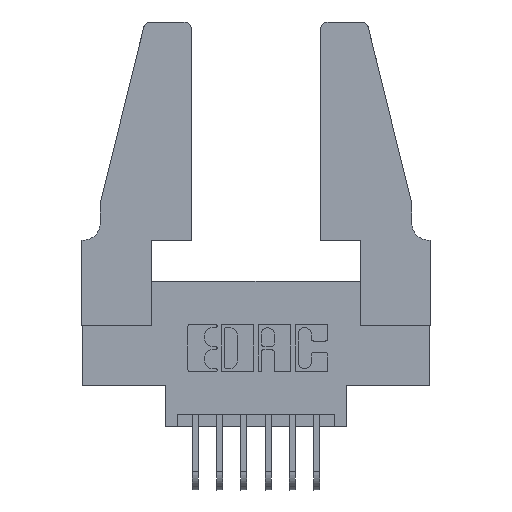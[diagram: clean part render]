
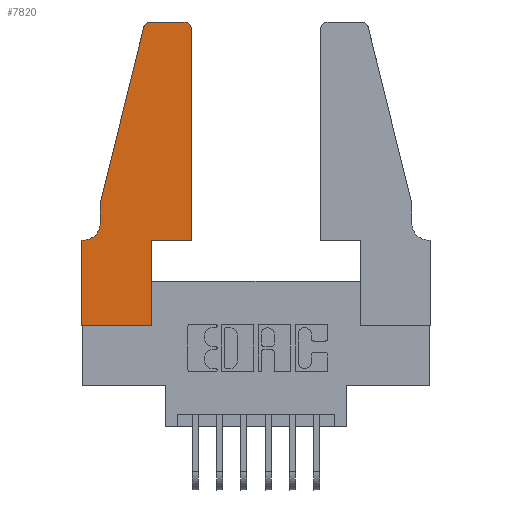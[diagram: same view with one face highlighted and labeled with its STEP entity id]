
A CAD part, top view. The second image highlights one B-rep face of the part: STEP entity #7820.
In plain terms, the highlighted planar face has unit normal (0, 0, 1).
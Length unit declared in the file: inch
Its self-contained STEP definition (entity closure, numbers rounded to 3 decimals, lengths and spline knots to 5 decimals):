
#304 = CARTESIAN_POINT ( 'NONE',  ( 0.25487, 1.22718, 0.37 ) ) ;
#769 = CARTESIAN_POINT ( 'NONE',  ( 0.0055, 0.42, 0.37 ) ) ;
#781 = LINE ( 'NONE', #4906, #10150 ) ;
#827 = DIRECTION ( 'NONE',  ( -1., 0., 0. ) ) ;
#898 = LINE ( 'NONE', #2900, #5448 ) ;
#1334 = EDGE_CURVE ( 'NONE', #11078, #1850, #10666, .T. ) ;
#1496 = VERTEX_POINT ( 'NONE', #6163 ) ;
#1545 = CIRCLE ( 'NONE', #7144, 0.03 ) ;
#1660 = CARTESIAN_POINT ( 'NONE',  ( 0.4205, 1.22, 0.37 ) ) ;
#1726 = CARTESIAN_POINT ( 'NONE',  ( 0.2605, 1.25, 0.37 ) ) ;
#1817 = VECTOR ( 'NONE', #2312, 39.37008 ) ;
#1850 = VERTEX_POINT ( 'NONE', #8820 ) ;
#1909 = ORIENTED_EDGE ( 'NONE', *, *, #6349, .T. ) ;
#1983 = LINE ( 'NONE', #11206, #8968 ) ;
#2038 = DIRECTION ( 'NONE',  ( 0., 0., 1. ) ) ;
#2121 = VECTOR ( 'NONE', #6977, 39.37008 ) ;
#2257 = AXIS2_PLACEMENT_3D ( 'NONE', #6553, #2038, #8392 ) ;
#2300 = LINE ( 'NONE', #1726, #11070 ) ;
#2312 = DIRECTION ( 'NONE',  ( -1., 0., 0. ) ) ;
#2332 = ORIENTED_EDGE ( 'NONE', *, *, #9581, .T. ) ;
#2597 = DIRECTION ( 'NONE',  ( 1., 0., 0. ) ) ;
#2887 = CARTESIAN_POINT ( 'NONE',  ( 0.0755, 0.5, 0.37 ) ) ;
#2900 = CARTESIAN_POINT ( 'NONE',  ( 0.0755, 0.5, 0.37 ) ) ;
#3089 = VERTEX_POINT ( 'NONE', #2887 ) ;
#3256 = EDGE_CURVE ( 'NONE', #5514, #8793, #781, .T. ) ;
#3431 = VECTOR ( 'NONE', #11184, 39.37008 ) ;
#3433 = EDGE_LOOP ( 'NONE', ( #7198, #6061, #8001, #8817, #11588, #2332, #10099, #5185, #11094, #6113, #7725, #1909 ) ) ;
#3752 = DIRECTION ( 'NONE',  ( 0., 0., 1. ) ) ;
#3832 = DIRECTION ( 'NONE',  ( 0., -1., 0. ) ) ;
#3939 = VECTOR ( 'NONE', #4444, 39.37008 ) ;
#4305 = VERTEX_POINT ( 'NONE', #8228 ) ;
#4383 = EDGE_CURVE ( 'NONE', #3089, #11078, #898, .T. ) ;
#4444 = DIRECTION ( 'NONE',  ( 0., -1., 0. ) ) ;
#4494 = AXIS2_PLACEMENT_3D ( 'NONE', #9192, #3752, #10094 ) ;
#4694 = AXIS2_PLACEMENT_3D ( 'NONE', #769, #5436, #5914 ) ;
#4812 = FACE_OUTER_BOUND ( 'NONE', #3433, .T. ) ;
#4906 = CARTESIAN_POINT ( 'NONE',  ( 0.4505, 0.35, 0.37 ) ) ;
#5117 = LINE ( 'NONE', #6810, #1817 ) ;
#5185 = ORIENTED_EDGE ( 'NONE', *, *, #5492, .T. ) ;
#5234 = EDGE_CURVE ( 'NONE', #4305, #7136, #2300, .T. ) ;
#5346 = CARTESIAN_POINT ( 'NONE',  ( 0.2865, 0., 0.37 ) ) ;
#5436 = DIRECTION ( 'NONE',  ( 0., 0., -1. ) ) ;
#5448 = VECTOR ( 'NONE', #3832, 39.37008 ) ;
#5492 = EDGE_CURVE ( 'NONE', #10216, #6370, #8246, .T. ) ;
#5514 = VERTEX_POINT ( 'NONE', #6674 ) ;
#5782 = CARTESIAN_POINT ( 'NONE',  ( 0., 0., 0.37 ) ) ;
#5844 = DIRECTION ( 'NONE',  ( 0., 1., 0. ) ) ;
#5914 = DIRECTION ( 'NONE',  ( -1., 0., 0. ) ) ;
#6019 = CARTESIAN_POINT ( 'NONE',  ( 0.2865, 0.35, 0.37 ) ) ;
#6061 = ORIENTED_EDGE ( 'NONE', *, *, #10528, .T. ) ;
#6078 = EDGE_CURVE ( 'NONE', #7912, #3089, #1983, .T. ) ;
#6113 = ORIENTED_EDGE ( 'NONE', *, *, #6269, .T. ) ;
#6163 = CARTESIAN_POINT ( 'NONE',  ( 0., 0.35, 0.37 ) ) ;
#6269 = EDGE_CURVE ( 'NONE', #10317, #5514, #11719, .T. ) ;
#6349 = EDGE_CURVE ( 'NONE', #8793, #4305, #1545, .T. ) ;
#6353 = DIRECTION ( 'NONE',  ( 0., 1., 0. ) ) ;
#6370 = VERTEX_POINT ( 'NONE', #5346 ) ;
#6553 = CARTESIAN_POINT ( 'NONE',  ( 0., 0.35, 0.37 ) ) ;
#6674 = CARTESIAN_POINT ( 'NONE',  ( 0.4505, 0.35, 0.37 ) ) ;
#6727 = VECTOR ( 'NONE', #6353, 39.37008 ) ;
#6810 = CARTESIAN_POINT ( 'NONE',  ( 0.0755, 0.35, 0.37 ) ) ;
#6977 = DIRECTION ( 'NONE',  ( 1., 0., 0. ) ) ;
#7136 = VERTEX_POINT ( 'NONE', #8283 ) ;
#7144 = AXIS2_PLACEMENT_3D ( 'NONE', #1660, #8020, #2597 ) ;
#7198 = ORIENTED_EDGE ( 'NONE', *, *, #5234, .T. ) ;
#7725 = ORIENTED_EDGE ( 'NONE', *, *, #3256, .T. ) ;
#7820 = ADVANCED_FACE ( 'NONE', ( #4812 ), #8348, .T. ) ;
#7891 = CARTESIAN_POINT ( 'NONE',  ( 0.4505, 0.35, 0.37 ) ) ;
#7912 = VERTEX_POINT ( 'NONE', #304 ) ;
#8001 = ORIENTED_EDGE ( 'NONE', *, *, #6078, .T. ) ;
#8020 = DIRECTION ( 'NONE',  ( 0., 0., 1. ) ) ;
#8190 = CIRCLE ( 'NONE', #4494, 0.03 ) ;
#8228 = CARTESIAN_POINT ( 'NONE',  ( 0.4205, 1.25, 0.37 ) ) ;
#8246 = LINE ( 'NONE', #5782, #3431 ) ;
#8283 = CARTESIAN_POINT ( 'NONE',  ( 0.284, 1.25, 0.37 ) ) ;
#8348 = PLANE ( 'NONE',  #2257 ) ;
#8392 = DIRECTION ( 'NONE',  ( 1., 0., 0. ) ) ;
#8395 = CARTESIAN_POINT ( 'NONE',  ( 0.0755, 0.42, 0.37 ) ) ;
#8778 = LINE ( 'NONE', #10772, #3939 ) ;
#8793 = VERTEX_POINT ( 'NONE', #9265 ) ;
#8817 = ORIENTED_EDGE ( 'NONE', *, *, #4383, .T. ) ;
#8820 = CARTESIAN_POINT ( 'NONE',  ( 0.0055, 0.35, 0.37 ) ) ;
#8968 = VECTOR ( 'NONE', #10377, 39.37008 ) ;
#9164 = LINE ( 'NONE', #11734, #6727 ) ;
#9192 = CARTESIAN_POINT ( 'NONE',  ( 0.284, 1.22, 0.37 ) ) ;
#9265 = CARTESIAN_POINT ( 'NONE',  ( 0.4505, 1.22, 0.37 ) ) ;
#9581 = EDGE_CURVE ( 'NONE', #1850, #1496, #5117, .T. ) ;
#10094 = DIRECTION ( 'NONE',  ( 1., 0., 0. ) ) ;
#10099 = ORIENTED_EDGE ( 'NONE', *, *, #10485, .T. ) ;
#10150 = VECTOR ( 'NONE', #5844, 39.37008 ) ;
#10216 = VERTEX_POINT ( 'NONE', #11225 ) ;
#10317 = VERTEX_POINT ( 'NONE', #6019 ) ;
#10377 = DIRECTION ( 'NONE',  ( -0.239, -0.971, 0. ) ) ;
#10485 = EDGE_CURVE ( 'NONE', #1496, #10216, #8778, .T. ) ;
#10528 = EDGE_CURVE ( 'NONE', #7136, #7912, #8190, .T. ) ;
#10666 = CIRCLE ( 'NONE', #4694, 0.07 ) ;
#10772 = CARTESIAN_POINT ( 'NONE',  ( 0., 0., 0.37 ) ) ;
#11070 = VECTOR ( 'NONE', #827, 39.37008 ) ;
#11078 = VERTEX_POINT ( 'NONE', #8395 ) ;
#11094 = ORIENTED_EDGE ( 'NONE', *, *, #11541, .T. ) ;
#11184 = DIRECTION ( 'NONE',  ( 1., 0., 0. ) ) ;
#11206 = CARTESIAN_POINT ( 'NONE',  ( 0.0755, 0.5, 0.37 ) ) ;
#11225 = CARTESIAN_POINT ( 'NONE',  ( 0., 0., 0.37 ) ) ;
#11541 = EDGE_CURVE ( 'NONE', #6370, #10317, #9164, .T. ) ;
#11588 = ORIENTED_EDGE ( 'NONE', *, *, #1334, .T. ) ;
#11719 = LINE ( 'NONE', #7891, #2121 ) ;
#11734 = CARTESIAN_POINT ( 'NONE',  ( 0.2865, 0.35, 0.37 ) ) ;
